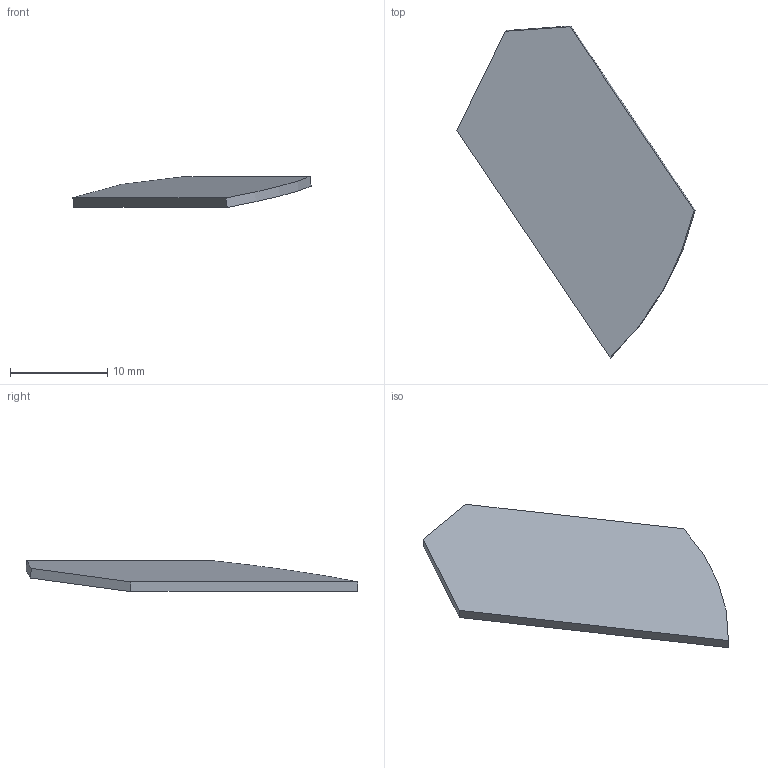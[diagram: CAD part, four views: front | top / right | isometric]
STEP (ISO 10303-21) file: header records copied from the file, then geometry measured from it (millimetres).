
FILE_DESCRIPTION(/* description */ (''),/* implementation_level */ '2;1');
FILE_NAME(/* name */ '1566986929678.stp',/* time_stamp */ '2019-08-28T12:08:56+02:00',/* author */ (''),/* organization */ ('SMS'),/* preprocessor_version */ 'ST-DEVELOPER v16.7',/* originating_system */ 'SIEMENS PLM Software NX 12.0',/* authorisation */ '');
FILE_SCHEMA (('AUTOMOTIVE_DESIGN { 1 0 10303 214 3 1 1 1 }'));
Length unit declared in the file: millimetre
Products named in the file (1): 202396706mod000_00
Bounding box: 24.5 x 34.11 x 3.18 mm (x, y, z)
Volume: 449.9 mm3; surface area: 986.7 mm2
Topology: 1 solids, 1 shells, 7 faces, 15 edges, 13 vertices
Faces by surface type: plane 6, extrusion 1
Entity records: 263 total; most frequent: DIRECTION 40, CARTESIAN_POINT 39, ORIENTED_EDGE 30, EDGE_CURVE 15, VECTOR 14, LINE 13, AXIS2_PLACEMENT_3D 13, VERTEX_POINT 10
